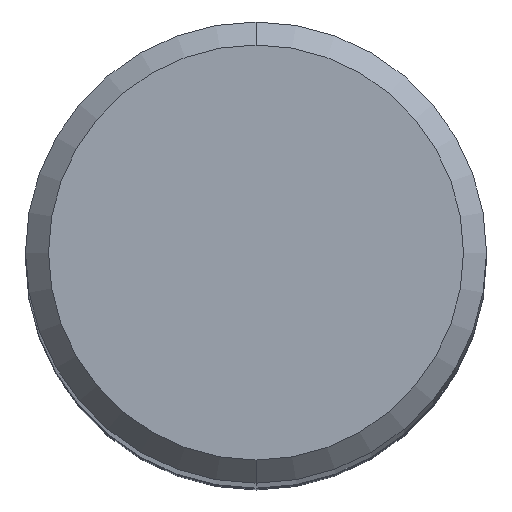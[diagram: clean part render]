
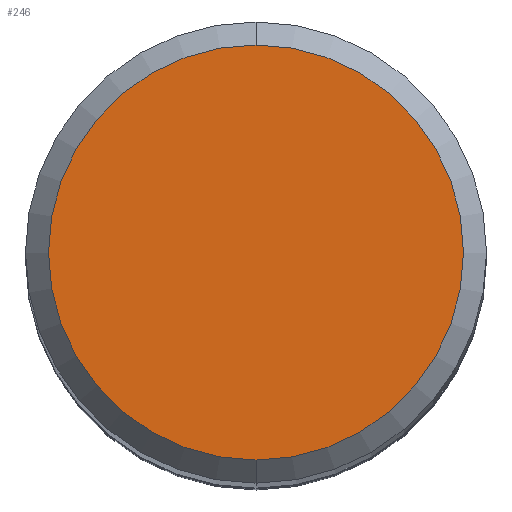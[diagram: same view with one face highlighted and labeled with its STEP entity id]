
A CAD part, top view. The second image highlights one B-rep face of the part: STEP entity #246.
In plain terms, the highlighted planar face has unit normal (0, 0, 1).
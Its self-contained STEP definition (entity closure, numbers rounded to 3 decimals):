
#218=EDGE_CURVE('',#288,#348,#547,.T.);
#246=ADVANCED_FACE('',(#577),#578,.T.);
#288=VERTEX_POINT('',#626);
#300=EDGE_CURVE('',#348,#288,#639,.T.);
#348=VERTEX_POINT('',#691);
#547=CIRCLE('',#970,3.6);
#577=FACE_OUTER_BOUND('',#1029,.T.);
#578=PLANE('',#1030);
#626=CARTESIAN_POINT('',(0.0,3.6,0.0));
#639=CIRCLE('',#1150,3.6);
#691=CARTESIAN_POINT('',(0.,-3.6,0.0));
#970=AXIS2_PLACEMENT_3D('',#1565,#1566,#1567);
#1029=EDGE_LOOP('',(#1593,#1594));
#1030=AXIS2_PLACEMENT_3D('',#1595,#1596,#1597);
#1150=AXIS2_PLACEMENT_3D('',#1692,#1693,#1694);
#1565=CARTESIAN_POINT('',(0.0,0.0,0.0));
#1566=DIRECTION('',(0.0,0.0,-1.0));
#1567=DIRECTION('',(0.0,1.0,0.0));
#1593=ORIENTED_EDGE('',*,*,#218,.F.);
#1594=ORIENTED_EDGE('',*,*,#300,.F.);
#1595=CARTESIAN_POINT('',(0.0,1.8,0.0));
#1596=DIRECTION('',(-0.0,0.0,1.0));
#1597=DIRECTION('',(0.0,-1.0,0.0));
#1692=CARTESIAN_POINT('',(0.0,0.0,0.0));
#1693=DIRECTION('',(0.0,0.0,-1.0));
#1694=DIRECTION('',(0.0,1.0,0.0));
